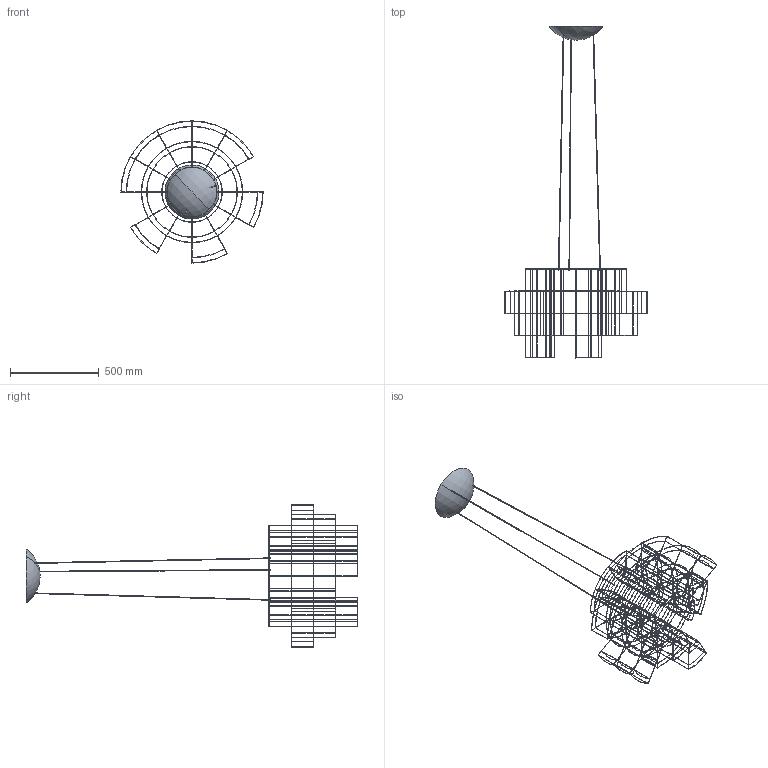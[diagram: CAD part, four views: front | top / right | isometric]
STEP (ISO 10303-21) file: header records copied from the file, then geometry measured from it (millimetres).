
FILE_DESCRIPTION (( 'STEP AP214' ), '1' );
FILE_NAME ('Quasar Specter 80 H4.STEP', '2018-05-17T08:51:42', ( '' ), ( '' ), 'SwSTEP 2.0', 'SolidWorks 2018', '' );
FILE_SCHEMA (( 'AUTOMOTIVE_DESIGN' ));
Length unit declared in the file: millimetre
Products named in the file (1): Quasar Specter 80 H4
Bounding box: 802 x 1871 x 802 mm (x, y, z)
Volume: 3533799.1 mm3; surface area: 801314.1 mm2
Topology: 114 solids, 114 shells, 2857 faces, 6776 edges, 3623 vertices
Faces by surface type: plane 1185, cylinder 1078, torus 592, sphere 2
Entity records: 125728 total; most frequent: CARTESIAN_POINT 31961, ORIENTED_EDGE 13552, DIRECTION 12124, EDGE_CURVE 6776, AXIS2_PLACEMENT_3D 5078, VERTEX_POINT 3623, UNCERTAINTY_MEASURE_WITH_UNIT 2973, SURFACE_STYLE_USAGE 2972
